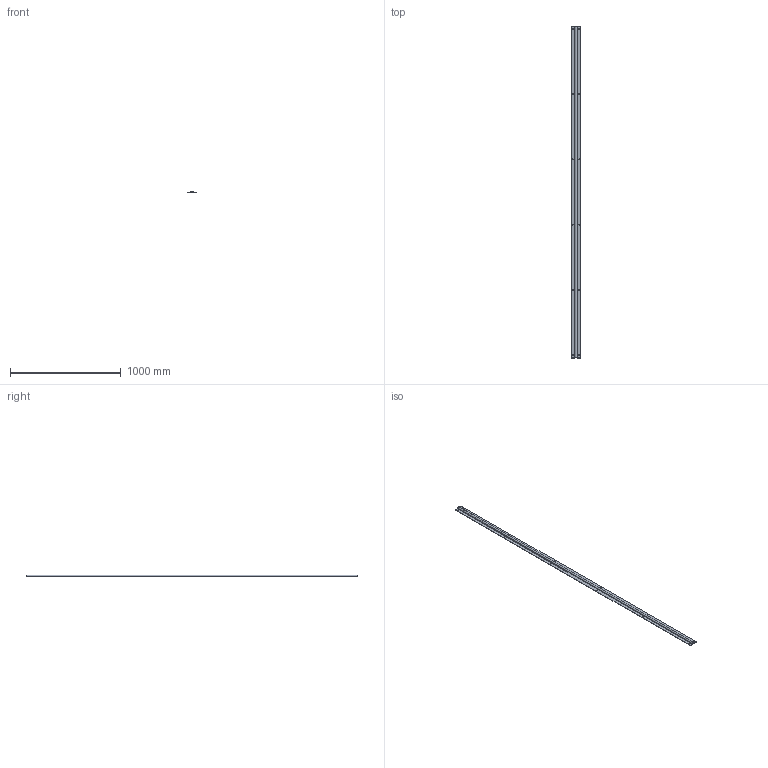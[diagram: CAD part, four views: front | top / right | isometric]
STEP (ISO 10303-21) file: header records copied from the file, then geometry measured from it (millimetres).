
FILE_DESCRIPTION(/* description */ (''),/* implementation_level */ '2;1');
FILE_NAME(/* name */ 'RAS a visser pour gorge ronde.stp',/* time_stamp */ '2019-08-13T13:33:37+02:00',/* author */ ('AB'),/* organization */ (''),/* preprocessor_version */ 'ST-DEVELOPER v17.2',/* originating_system */ 'Autodesk Inventor 2019',/* authorisation */ '');
FILE_SCHEMA (('AUTOMOTIVE_DESIGN { 1 0 10303 214 3 1 1 }'));
Length unit declared in the file: millimetre
Products named in the file (1): 20020RV_3  section 100mm
Bounding box: 80 x 3000 x 16 mm (x, y, z)
Volume: 987450.7 mm3; surface area: 587039 mm2
Topology: 1 solids, 1 shells, 36 faces, 110 edges, 76 vertices
Faces by surface type: cylinder 18, plane 18
Full cylindrical faces by diameter (mm): 8.5 x12
Entity records: 1371 total; most frequent: DIRECTION 248, CARTESIAN_POINT 223, ORIENTED_EDGE 220, EDGE_CURVE 110, AXIS2_PLACEMENT_3D 101, VERTEX_POINT 76, CIRCLE 64, EDGE_LOOP 60
